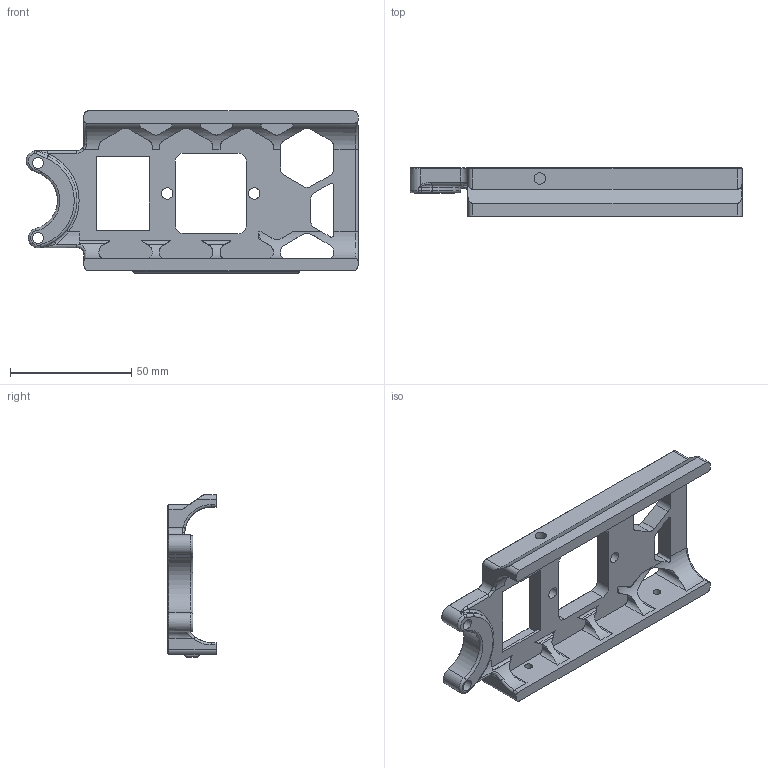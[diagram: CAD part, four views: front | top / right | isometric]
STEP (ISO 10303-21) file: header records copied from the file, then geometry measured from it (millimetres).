
FILE_DESCRIPTION(/* description */ (''),/* implementation_level */ '2;1');
FILE_NAME(/* name */ 'PlugSkirt_250.stp',/* time_stamp */ '2021-10-14T20:46:43+10:00',/* author */ ('Amarpal'),/* organization */ (''),/* preprocessor_version */ 'ST-DEVELOPER v18.1',/* originating_system */ 'Autodesk Inventor 2021',/* authorisation */ '');
FILE_SCHEMA (('AUTOMOTIVE_DESIGN { 1 0 10303 214 3 1 1 }'));
Length unit declared in the file: millimetre
Products named in the file (1): PlugSkirt_250
Bounding box: 137.15 x 20 x 67 mm (x, y, z)
Volume: 52760.9 mm3; surface area: 23830.7 mm2
Topology: 1 solids, 1 shells, 230 faces, 640 edges, 408 vertices
Faces by surface type: plane 103, cylinder 92, cone 13, torus 11, bspline 11
Full cylindrical faces by diameter (mm): 3.2 x2, 4.7 x5
Entity records: 8044 total; most frequent: CARTESIAN_POINT 2025, ORIENTED_EDGE 1274, DIRECTION 1248, EDGE_CURVE 637, AXIS2_PLACEMENT_3D 448, VERTEX_POINT 408, LINE 352, VECTOR 352
